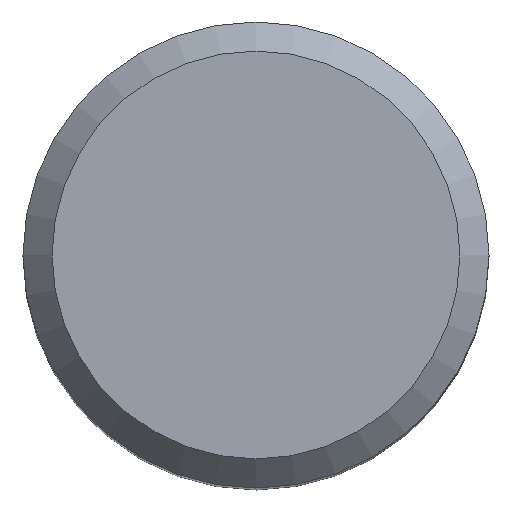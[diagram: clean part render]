
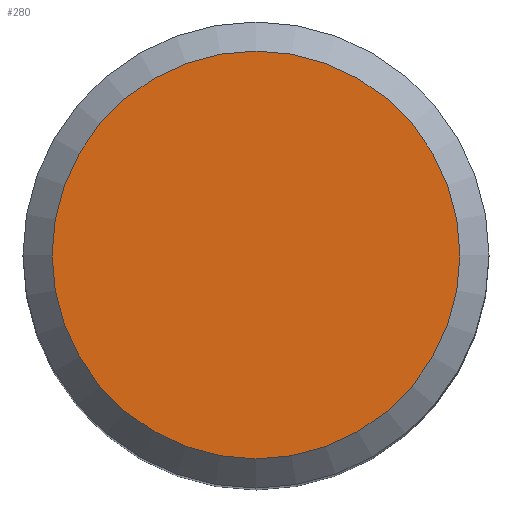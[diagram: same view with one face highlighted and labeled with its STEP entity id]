
A CAD part, top view. The second image highlights one B-rep face of the part: STEP entity #280.
In plain terms, the highlighted planar face has unit normal (0, 0, 1).
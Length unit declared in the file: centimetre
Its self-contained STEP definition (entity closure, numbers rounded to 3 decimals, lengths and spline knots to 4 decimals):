
#149=PLANE('',#296);
#166=VERTEX_POINT('',#385);
#170=CIRCLE('',#295,0.35);
#192=EDGE_CURVE('',#166,#166,#170,.T.);
#236=ORIENTED_EDGE('',*,*,#192,.F.);
#252=EDGE_LOOP('',(#236));
#268=FACE_BOUND('',#252,.T.);
#280=ADVANCED_FACE('',(#268),#149,.T.);
#295=AXIS2_PLACEMENT_3D('',#384,#334,#335);
#296=AXIS2_PLACEMENT_3D('',#386,#336,$);
#334=DIRECTION('',(0.,0.,-1.));
#335=DIRECTION('',(-0.35,0.,0.));
#336=DIRECTION('',(0.,0.,1.));
#384=CARTESIAN_POINT('',(0.,0.,1.));
#385=CARTESIAN_POINT('',(0.35,0.,1.));
#386=CARTESIAN_POINT('',(0.,0.,1.));
